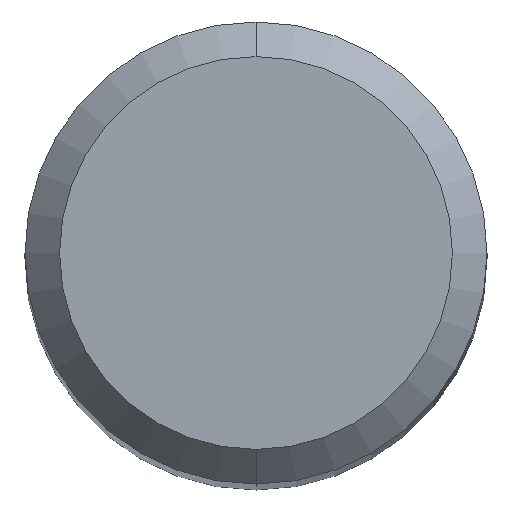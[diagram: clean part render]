
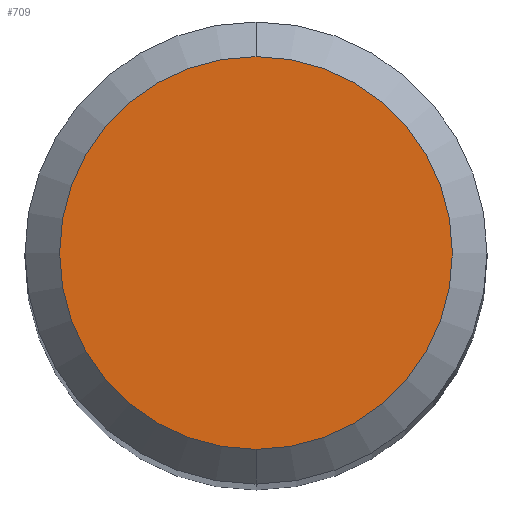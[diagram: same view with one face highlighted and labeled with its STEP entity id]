
A CAD part, top view. The second image highlights one B-rep face of the part: STEP entity #709.
In plain terms, the highlighted planar face has unit normal (0, 0, 1).
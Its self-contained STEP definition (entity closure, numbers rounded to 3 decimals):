
#579=VERTEX_POINT('',#1413);
#625=EDGE_CURVE('',#737,#579,#1462,.T.);
#709=ADVANCED_FACE('',(#1551),#1552,.T.);
#737=VERTEX_POINT('',#1583);
#1057=EDGE_CURVE('',#579,#737,#1936,.T.);
#1413=CARTESIAN_POINT('',(0.0,1.7,0.0));
#1462=CIRCLE('',#2730,1.7);
#1551=FACE_OUTER_BOUND('',#3102,.T.);
#1552=PLANE('',#3103);
#1583=CARTESIAN_POINT('',(0.,-1.7,0.0));
#1936=CIRCLE('',#4487,1.7);
#2730=AXIS2_PLACEMENT_3D('',#5827,#5828,#5829);
#3102=EDGE_LOOP('',(#5924,#5925));
#3103=AXIS2_PLACEMENT_3D('',#5926,#5927,#5928);
#4487=AXIS2_PLACEMENT_3D('',#6394,#6395,#6396);
#5827=CARTESIAN_POINT('',(0.0,0.0,0.0));
#5828=DIRECTION('',(0.0,0.0,-1.0));
#5829=DIRECTION('',(0.0,1.0,0.0));
#5924=ORIENTED_EDGE('',*,*,#1057,.F.);
#5925=ORIENTED_EDGE('',*,*,#625,.F.);
#5926=CARTESIAN_POINT('',(0.0,0.85,0.0));
#5927=DIRECTION('',(-0.0,0.0,1.0));
#5928=DIRECTION('',(0.0,-1.0,0.0));
#6394=CARTESIAN_POINT('',(0.0,0.0,0.0));
#6395=DIRECTION('',(0.0,0.0,-1.0));
#6396=DIRECTION('',(0.0,1.0,0.0));
